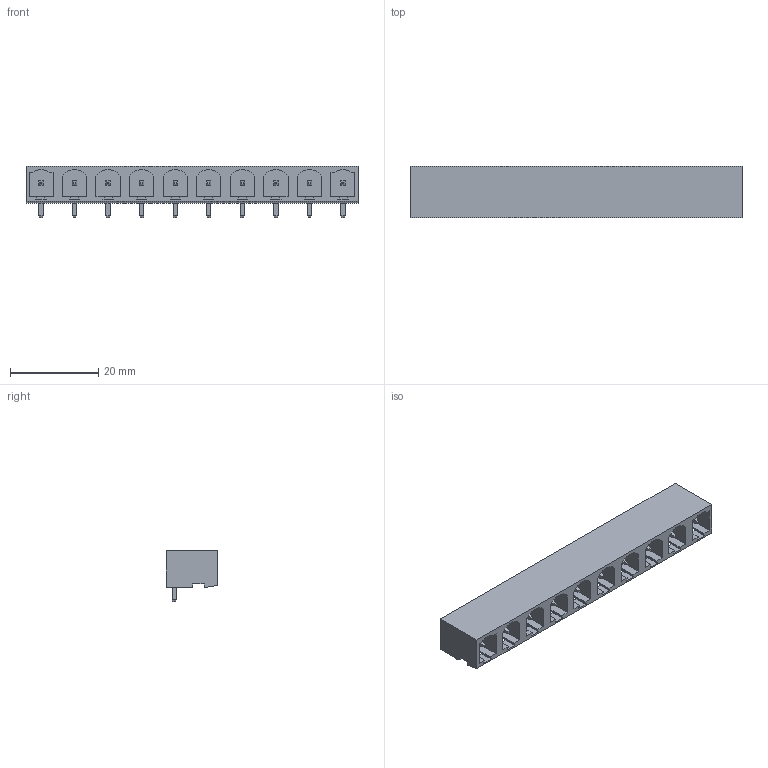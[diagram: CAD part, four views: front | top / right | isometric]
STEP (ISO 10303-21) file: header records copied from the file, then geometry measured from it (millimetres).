
FILE_DESCRIPTION(('CATIA V5 STEP Exchange','CAx-IF Rec.Pracs.--- Model Styling and Organization---1.2---2011-12-15'),'2;1');
FILE_NAME ('D1387759_1_1472330000_1472330000.stp','2018-11-15T17:14:31+00:00',('none'),('Weidmueller'),'CATIA Version 5-6 Release 2014','CATIA V5 STEP AP214','none');
FILE_SCHEMA(('AUTOMOTIVE_DESIGN { 1 0 10303 214 1 1 1 1 }'));
Length unit declared in the file: millimetre
Products named in the file (1): 1472330000
Bounding box: 75.38 x 11.75 x 11.6 mm (x, y, z)
Volume: 4494.6 mm3; surface area: 6101.3 mm2
Topology: 11 solids, 11 shells, 405 faces, 1079 edges, 686 vertices
Faces by surface type: plane 355, cylinder 50
Entity records: 10667 total; most frequent: ORIENTED_EDGE 2158, CARTESIAN_POINT 1878, DIRECTION 1303, EDGE_CURVE 999, VECTOR 859, LINE 859, VERTEX_POINT 606, EDGE_LOOP 435
